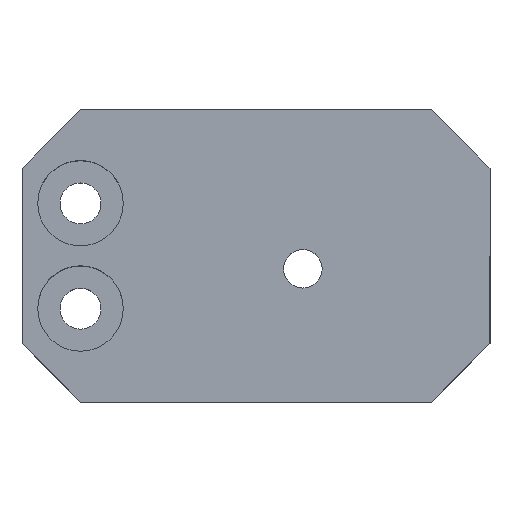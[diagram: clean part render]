
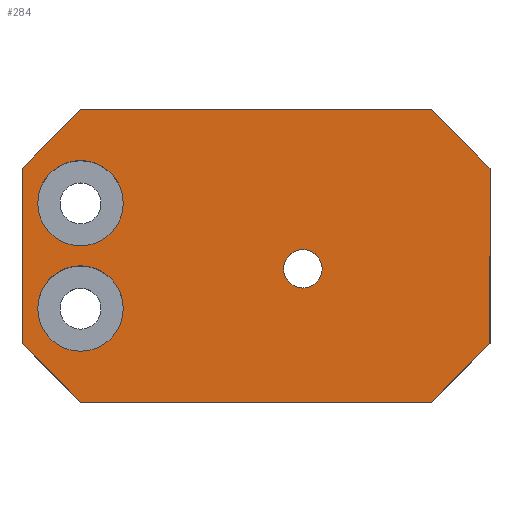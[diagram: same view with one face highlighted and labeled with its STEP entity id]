
A CAD part, top view. The second image highlights one B-rep face of the part: STEP entity #284.
In plain terms, the highlighted planar face has unit normal (0, 0, 1).
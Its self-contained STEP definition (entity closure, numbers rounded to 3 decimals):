
#5 = VECTOR ( 'NONE', #736, 1000. ) ;
#8 = FACE_BOUND ( 'NONE', #964, .T. ) ;
#21 = CARTESIAN_POINT ( 'NONE',  ( -15.35, -3.394, 46. ) ) ;
#24 = VERTEX_POINT ( 'NONE', #639 ) ;
#32 = AXIS2_PLACEMENT_3D ( 'NONE', #713, #255, #185 ) ;
#43 = VERTEX_POINT ( 'NONE', #952 ) ;
#56 = DIRECTION ( 'NONE',  ( 0., 0., 1. ) ) ;
#62 = AXIS2_PLACEMENT_3D ( 'NONE', #262, #963, #881 ) ;
#66 = EDGE_CURVE ( 'NONE', #530, #238, #546, .T. ) ;
#73 = FACE_OUTER_BOUND ( 'NONE', #801, .T. ) ;
#74 = VERTEX_POINT ( 'NONE', #568 ) ;
#75 = ORIENTED_EDGE ( 'NONE', *, *, #240, .F. ) ;
#79 = VERTEX_POINT ( 'NONE', #191 ) ;
#94 = AXIS2_PLACEMENT_3D ( 'NONE', #440, #741, #205 ) ;
#97 = VECTOR ( 'NONE', #125, 1000. ) ;
#98 = CARTESIAN_POINT ( 'NONE',  ( -19., 5.606, 46. ) ) ;
#104 = EDGE_CURVE ( 'NONE', #127, #74, #414, .T. ) ;
#111 = ORIENTED_EDGE ( 'NONE', *, *, #880, .T. ) ;
#125 = DIRECTION ( 'NONE',  ( 0., 1., 0. ) ) ;
#127 = VERTEX_POINT ( 'NONE', #893 ) ;
#130 = EDGE_CURVE ( 'NONE', #43, #243, #133, .T. ) ;
#133 = LINE ( 'NONE', #434, #5 ) ;
#139 = EDGE_CURVE ( 'NONE', #737, #127, #816, .T. ) ;
#145 = CARTESIAN_POINT ( 'NONE',  ( -19., -11.394, 46. ) ) ;
#147 = VECTOR ( 'NONE', #520, 1000. ) ;
#150 = DIRECTION ( 'NONE',  ( 0., -1., 0. ) ) ;
#161 = CIRCLE ( 'NONE', #94, 3.65 ) ;
#171 = EDGE_CURVE ( 'NONE', #299, #441, #161, .T. ) ;
#176 = VECTOR ( 'NONE', #915, 1000. ) ;
#182 = ORIENTED_EDGE ( 'NONE', *, *, #449, .F. ) ;
#185 = DIRECTION ( 'NONE',  ( 1., 0., 0. ) ) ;
#191 = CARTESIAN_POINT ( 'NONE',  ( -15.35, 5.606, 46. ) ) ;
#205 = DIRECTION ( 'NONE',  ( 1., 0., 0. ) ) ;
#216 = CARTESIAN_POINT ( 'NONE',  ( -24., -11.394, 46. ) ) ;
#219 = LINE ( 'NONE', #291, #97 ) ;
#237 = DIRECTION ( 'NONE',  ( 1., 0., 0. ) ) ;
#238 = VERTEX_POINT ( 'NONE', #980 ) ;
#240 = EDGE_CURVE ( 'NONE', #441, #299, #404, .T. ) ;
#241 = FACE_BOUND ( 'NONE', #553, .T. ) ;
#243 = VERTEX_POINT ( 'NONE', #674 ) ;
#255 = DIRECTION ( 'NONE',  ( 0., 0., 1. ) ) ;
#262 = CARTESIAN_POINT ( 'NONE',  ( 0., 0., 46. ) ) ;
#275 = CARTESIAN_POINT ( 'NONE',  ( -22.65, 5.606, 46. ) ) ;
#284 = ADVANCED_FACE ( 'NONE', ( #8, #241, #73, #466 ), #313, .T. ) ;
#287 = CARTESIAN_POINT ( 'NONE',  ( -19., -3.394, 46. ) ) ;
#291 = CARTESIAN_POINT ( 'NONE',  ( 16., 13.606, 46. ) ) ;
#295 = VECTOR ( 'NONE', #150, 1000. ) ;
#299 = VERTEX_POINT ( 'NONE', #761 ) ;
#310 = VERTEX_POINT ( 'NONE', #617 ) ;
#311 = CIRCLE ( 'NONE', #32, 3.65 ) ;
#313 = PLANE ( 'NONE',  #932 ) ;
#319 = EDGE_CURVE ( 'NONE', #310, #737, #395, .T. ) ;
#324 = VECTOR ( 'NONE', #928, 1000. ) ;
#370 = DIRECTION ( 'NONE',  ( 1., 0., 0. ) ) ;
#390 = AXIS2_PLACEMENT_3D ( 'NONE', #287, #56, #370 ) ;
#395 = LINE ( 'NONE', #839, #176 ) ;
#404 = CIRCLE ( 'NONE', #390, 3.65 ) ;
#405 = AXIS2_PLACEMENT_3D ( 'NONE', #438, #669, #583 ) ;
#408 = DIRECTION ( 'NONE',  ( 1., 0., 0. ) ) ;
#414 = LINE ( 'NONE', #579, #644 ) ;
#425 = CARTESIAN_POINT ( 'NONE',  ( 1.65, 0., 46. ) ) ;
#434 = CARTESIAN_POINT ( 'NONE',  ( 12.303, 12.303, 46. ) ) ;
#438 = CARTESIAN_POINT ( 'NONE',  ( 0., 0., 46. ) ) ;
#440 = CARTESIAN_POINT ( 'NONE',  ( -19., -3.394, 46. ) ) ;
#441 = VERTEX_POINT ( 'NONE', #21 ) ;
#449 = EDGE_CURVE ( 'NONE', #79, #589, #759, .T. ) ;
#451 = CARTESIAN_POINT ( 'NONE',  ( -24., 13.606, 46. ) ) ;
#456 = EDGE_CURVE ( 'NONE', #589, #79, #311, .T. ) ;
#458 = DIRECTION ( 'NONE',  ( 0., 0., 1. ) ) ;
#460 = ORIENTED_EDGE ( 'NONE', *, *, #139, .T. ) ;
#466 = FACE_BOUND ( 'NONE', #513, .T. ) ;
#474 = CARTESIAN_POINT ( 'NONE',  ( -16.303, 16.303, 46. ) ) ;
#513 = EDGE_LOOP ( 'NONE', ( #877, #564 ) ) ;
#520 = DIRECTION ( 'NONE',  ( 1., 0., 0. ) ) ;
#530 = VERTEX_POINT ( 'NONE', #425 ) ;
#531 = LINE ( 'NONE', #838, #295 ) ;
#546 = CIRCLE ( 'NONE', #62, 1.65 ) ;
#550 = VECTOR ( 'NONE', #626, 1000. ) ;
#553 = EDGE_LOOP ( 'NONE', ( #182, #585 ) ) ;
#558 = EDGE_CURVE ( 'NONE', #238, #530, #565, .T. ) ;
#564 = ORIENTED_EDGE ( 'NONE', *, *, #558, .F. ) ;
#565 = CIRCLE ( 'NONE', #405, 1.65 ) ;
#566 = LINE ( 'NONE', #474, #550 ) ;
#568 = CARTESIAN_POINT ( 'NONE',  ( 16., -6.394, 46. ) ) ;
#579 = CARTESIAN_POINT ( 'NONE',  ( 11.197, -11.197, 46. ) ) ;
#583 = DIRECTION ( 'NONE',  ( 1., 0., 0. ) ) ;
#585 = ORIENTED_EDGE ( 'NONE', *, *, #456, .F. ) ;
#586 = ORIENTED_EDGE ( 'NONE', *, *, #779, .T. ) ;
#589 = VERTEX_POINT ( 'NONE', #275 ) ;
#608 = LINE ( 'NONE', #451, #324 ) ;
#617 = CARTESIAN_POINT ( 'NONE',  ( -24., -6.394, 46. ) ) ;
#626 = DIRECTION ( 'NONE',  ( -0.707, -0.707, 0. ) ) ;
#636 = ORIENTED_EDGE ( 'NONE', *, *, #171, .F. ) ;
#639 = CARTESIAN_POINT ( 'NONE',  ( -19., 13.606, 46. ) ) ;
#644 = VECTOR ( 'NONE', #717, 1000. ) ;
#648 = AXIS2_PLACEMENT_3D ( 'NONE', #98, #708, #408 ) ;
#649 = EDGE_CURVE ( 'NONE', #74, #43, #219, .T. ) ;
#669 = DIRECTION ( 'NONE',  ( 0., 0., 1. ) ) ;
#674 = CARTESIAN_POINT ( 'NONE',  ( 11., 13.606, 46. ) ) ;
#700 = ORIENTED_EDGE ( 'NONE', *, *, #130, .T. ) ;
#708 = DIRECTION ( 'NONE',  ( 0., 0., 1. ) ) ;
#713 = CARTESIAN_POINT ( 'NONE',  ( -19., 5.606, 46. ) ) ;
#717 = DIRECTION ( 'NONE',  ( 0.707, 0.707, 0. ) ) ;
#729 = CARTESIAN_POINT ( 'NONE',  ( -24., 8.606, 46. ) ) ;
#736 = DIRECTION ( 'NONE',  ( -0.707, 0.707, 0. ) ) ;
#737 = VERTEX_POINT ( 'NONE', #145 ) ;
#741 = DIRECTION ( 'NONE',  ( 0., 0., 1. ) ) ;
#757 = ORIENTED_EDGE ( 'NONE', *, *, #104, .T. ) ;
#759 = CIRCLE ( 'NONE', #648, 3.65 ) ;
#761 = CARTESIAN_POINT ( 'NONE',  ( -22.65, -3.394, 46. ) ) ;
#778 = ORIENTED_EDGE ( 'NONE', *, *, #649, .T. ) ;
#779 = EDGE_CURVE ( 'NONE', #243, #24, #608, .T. ) ;
#801 = EDGE_LOOP ( 'NONE', ( #972, #938, #460, #757, #778, #700, #586, #111 ) ) ;
#816 = LINE ( 'NONE', #216, #147 ) ;
#835 = EDGE_CURVE ( 'NONE', #996, #310, #531, .T. ) ;
#838 = CARTESIAN_POINT ( 'NONE',  ( -24., 13.606, 46. ) ) ;
#839 = CARTESIAN_POINT ( 'NONE',  ( -15.197, -15.197, 46. ) ) ;
#877 = ORIENTED_EDGE ( 'NONE', *, *, #66, .F. ) ;
#880 = EDGE_CURVE ( 'NONE', #24, #996, #566, .T. ) ;
#881 = DIRECTION ( 'NONE',  ( 1., 0., 0. ) ) ;
#893 = CARTESIAN_POINT ( 'NONE',  ( 11., -11.394, 46. ) ) ;
#915 = DIRECTION ( 'NONE',  ( 0.707, -0.707, 0. ) ) ;
#925 = CARTESIAN_POINT ( 'NONE',  ( 0., 0., 46. ) ) ;
#928 = DIRECTION ( 'NONE',  ( -1., 0., 0. ) ) ;
#932 = AXIS2_PLACEMENT_3D ( 'NONE', #925, #458, #237 ) ;
#938 = ORIENTED_EDGE ( 'NONE', *, *, #319, .T. ) ;
#952 = CARTESIAN_POINT ( 'NONE',  ( 16., 8.606, 46. ) ) ;
#963 = DIRECTION ( 'NONE',  ( 0., 0., 1. ) ) ;
#964 = EDGE_LOOP ( 'NONE', ( #75, #636 ) ) ;
#972 = ORIENTED_EDGE ( 'NONE', *, *, #835, .T. ) ;
#980 = CARTESIAN_POINT ( 'NONE',  ( -1.65, 0., 46. ) ) ;
#996 = VERTEX_POINT ( 'NONE', #729 ) ;
